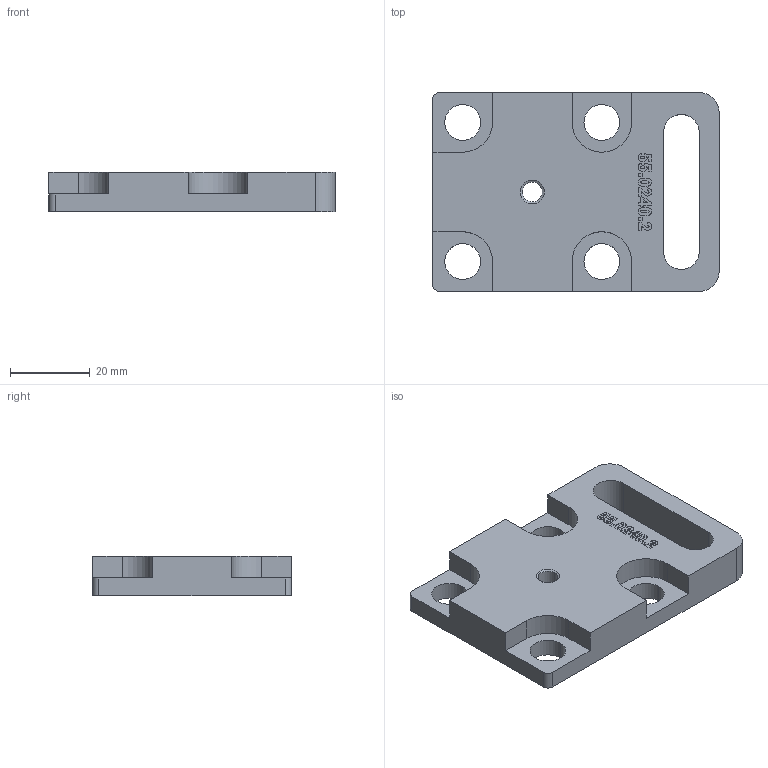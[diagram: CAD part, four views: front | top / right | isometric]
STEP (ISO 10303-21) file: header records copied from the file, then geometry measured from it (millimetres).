
FILE_DESCRIPTION(('Creo Elements/Direct Modeling STEP Export'),'2;1');
FILE_NAME('55.0240.2_Sockelplatte-MMS-55_72x50x10-Langloch.stp','2022-03-21T 8:07:48',(''),(''),'PTC Creo Elements/Direct Modeling STEP processor for AP214 (Solid Model)','PTC Creo Elements/Direct Modeling 19.0C 15-Aug-2015 (C) Parametric Technology GmbH','');
FILE_SCHEMA(('AUTOMOTIVE_DESIGN { 1 0 10303 214 1 1 1 1 }'));
Length unit declared in the file: millimetre
Products named in the file (1): Sockelplatte-MMS-55_72x50x10-Langloch_55.0240.2_PX176220
Bounding box: 72 x 50 x 10 mm (x, y, z)
Volume: 26652.9 mm3; surface area: 10128.4 mm2
Topology: 1 solids, 1 shells, 334 faces, 957 edges, 637 vertices
Faces by surface type: plane 310, cylinder 20, cone 4
Entity records: 10704 total; most frequent: ORIENTED_EDGE 1914, CARTESIAN_POINT 1913, DIRECTION 1640, EDGE_CURVE 957, VECTOR 912, LINE 912, VERTEX_POINT 637, AXIS2_PLACEMENT_3D 364
